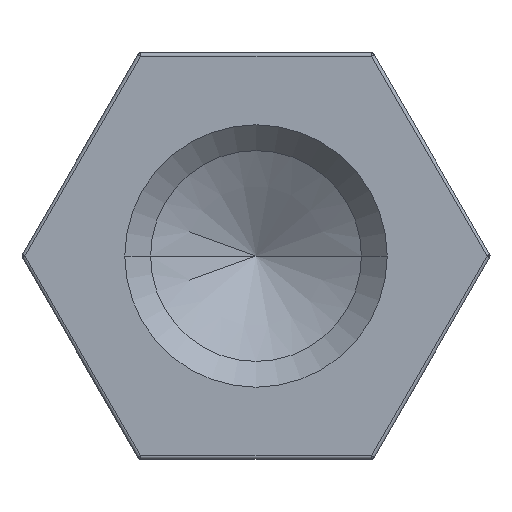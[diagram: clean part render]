
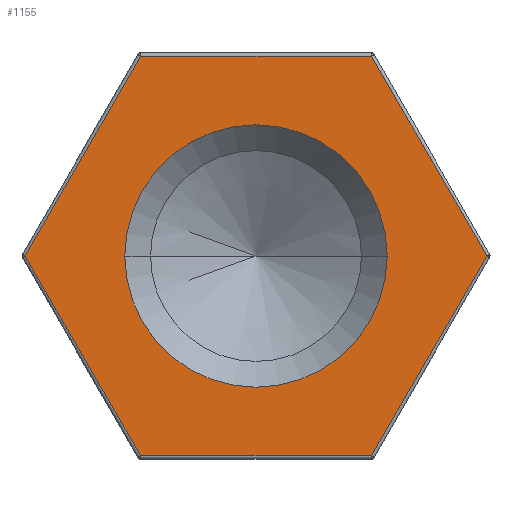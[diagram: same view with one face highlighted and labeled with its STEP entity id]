
A CAD part, left-side view. The second image highlights one B-rep face of the part: STEP entity #1155.
In plain terms, the highlighted planar face has unit normal (-1, 0, 0).
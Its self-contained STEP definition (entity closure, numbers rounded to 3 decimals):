
#6 = AXIS2_PLACEMENT_3D ( 'NONE', #628, #1285, #551 ) ;
#28 = AXIS2_PLACEMENT_3D ( 'NONE', #1034, #1015, #1092 ) ;
#49 = EDGE_CURVE ( 'NONE', #1110, #608, #580, .T. ) ;
#100 = EDGE_CURVE ( 'NONE', #980, #846, #471, .T. ) ;
#101 = EDGE_CURVE ( 'NONE', #725, #980, #475, .T. ) ;
#102 = EDGE_CURVE ( 'NONE', #846, #638, #268, .T. ) ;
#103 = EDGE_CURVE ( 'NONE', #617, #725, #952, .T. ) ;
#108 = EDGE_CURVE ( 'NONE', #608, #1110, #651, .T. ) ;
#134 = DIRECTION ( 'NONE',  ( 0., -0.5, -0.866 ) ) ;
#158 = EDGE_CURVE ( 'NONE', #638, #1025, #235, .T. ) ;
#159 = EDGE_CURVE ( 'NONE', #1025, #617, #358, .T. ) ;
#167 = CARTESIAN_POINT ( 'NONE',  ( 0., -5.543, 3.2 ) ) ;
#195 = CARTESIAN_POINT ( 'NONE',  ( 0., 0., 6.4 ) ) ;
#206 = CARTESIAN_POINT ( 'NONE',  ( 0., -5.543, -3.2 ) ) ;
#208 = CARTESIAN_POINT ( 'NONE',  ( 0., -7.39, 0. ) ) ;
#225 = VECTOR ( 'NONE', #591, 1000. ) ;
#232 = VECTOR ( 'NONE', #340, 1000. ) ;
#235 = LINE ( 'NONE', #371, #225 ) ;
#252 = DIRECTION ( 'NONE',  ( 0., 1., 0. ) ) ;
#254 = DIRECTION ( 'NONE',  ( 0., 0.5, -0.866 ) ) ;
#268 = LINE ( 'NONE', #1432, #463 ) ;
#294 = PLANE ( 'NONE',  #1367 ) ;
#324 = FACE_OUTER_BOUND ( 'NONE', #724, .T. ) ;
#340 = DIRECTION ( 'NONE',  ( 0., -0.5, 0.866 ) ) ;
#358 = LINE ( 'NONE', #206, #232 ) ;
#371 = CARTESIAN_POINT ( 'NONE',  ( 0., 0., -6.4 ) ) ;
#424 = DIRECTION ( 'NONE',  ( 1., 0., 0. ) ) ;
#463 = VECTOR ( 'NONE', #134, 1000. ) ;
#471 = LINE ( 'NONE', #511, #648 ) ;
#475 = LINE ( 'NONE', #195, #618 ) ;
#511 = CARTESIAN_POINT ( 'NONE',  ( 0., 5.543, 3.2 ) ) ;
#551 = DIRECTION ( 'NONE',  ( 0., 1., 0. ) ) ;
#580 = CIRCLE ( 'NONE', #28, 4.2 ) ;
#591 = DIRECTION ( 'NONE',  ( 0., -1., 0. ) ) ;
#608 = VERTEX_POINT ( 'NONE', #1333 ) ;
#617 = VERTEX_POINT ( 'NONE', #208 ) ;
#618 = VECTOR ( 'NONE', #252, 1000. ) ;
#628 = CARTESIAN_POINT ( 'NONE',  ( 0., 0., 0. ) ) ;
#638 = VERTEX_POINT ( 'NONE', #984 ) ;
#640 = FACE_BOUND ( 'NONE', #696, .T. ) ;
#648 = VECTOR ( 'NONE', #254, 1000. ) ;
#651 = CIRCLE ( 'NONE', #6, 4.2 ) ;
#667 = VECTOR ( 'NONE', #835, 1000. ) ;
#696 = EDGE_LOOP ( 'NONE', ( #868, #875 ) ) ;
#724 = EDGE_LOOP ( 'NONE', ( #849, #850, #857, #858, #861, #865 ) ) ;
#725 = VERTEX_POINT ( 'NONE', #1388 ) ;
#809 = CARTESIAN_POINT ( 'NONE',  ( 0., 0., 0. ) ) ;
#835 = DIRECTION ( 'NONE',  ( 0., 0.5, 0.866 ) ) ;
#846 = VERTEX_POINT ( 'NONE', #1295 ) ;
#849 = ORIENTED_EDGE ( 'NONE', *, *, #103, .T. ) ;
#850 = ORIENTED_EDGE ( 'NONE', *, *, #101, .T. ) ;
#857 = ORIENTED_EDGE ( 'NONE', *, *, #100, .T. ) ;
#858 = ORIENTED_EDGE ( 'NONE', *, *, #102, .T. ) ;
#861 = ORIENTED_EDGE ( 'NONE', *, *, #158, .T. ) ;
#865 = ORIENTED_EDGE ( 'NONE', *, *, #159, .T. ) ;
#868 = ORIENTED_EDGE ( 'NONE', *, *, #108, .T. ) ;
#875 = ORIENTED_EDGE ( 'NONE', *, *, #49, .T. ) ;
#952 = LINE ( 'NONE', #167, #667 ) ;
#980 = VERTEX_POINT ( 'NONE', #1250 ) ;
#984 = CARTESIAN_POINT ( 'NONE',  ( 0., 3.695, -6.4 ) ) ;
#1015 = DIRECTION ( 'NONE',  ( 1., 0., 0. ) ) ;
#1025 = VERTEX_POINT ( 'NONE', #1035 ) ;
#1034 = CARTESIAN_POINT ( 'NONE',  ( 0., 0., 0. ) ) ;
#1035 = CARTESIAN_POINT ( 'NONE',  ( 0., -3.695, -6.4 ) ) ;
#1092 = DIRECTION ( 'NONE',  ( 0., 1., 0. ) ) ;
#1110 = VERTEX_POINT ( 'NONE', #1308 ) ;
#1155 = ADVANCED_FACE ( 'NONE', ( #324, #640 ), #294, .F. ) ;
#1250 = CARTESIAN_POINT ( 'NONE',  ( 0., 3.695, 6.4 ) ) ;
#1262 = DIRECTION ( 'NONE',  ( 0., 1., 0. ) ) ;
#1285 = DIRECTION ( 'NONE',  ( 1., 0., 0. ) ) ;
#1295 = CARTESIAN_POINT ( 'NONE',  ( 0., 7.39, 0. ) ) ;
#1308 = CARTESIAN_POINT ( 'NONE',  ( 0., -4.2, 0. ) ) ;
#1333 = CARTESIAN_POINT ( 'NONE',  ( 0., 4.2, 0. ) ) ;
#1367 = AXIS2_PLACEMENT_3D ( 'NONE', #809, #424, #1262 ) ;
#1388 = CARTESIAN_POINT ( 'NONE',  ( 0., -3.695, 6.4 ) ) ;
#1432 = CARTESIAN_POINT ( 'NONE',  ( 0., 5.543, -3.2 ) ) ;
